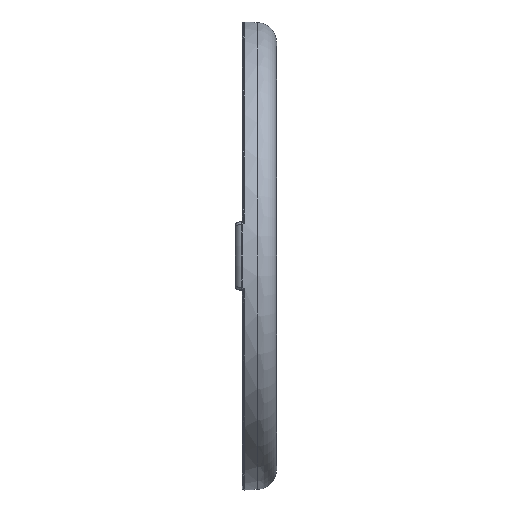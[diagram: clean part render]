
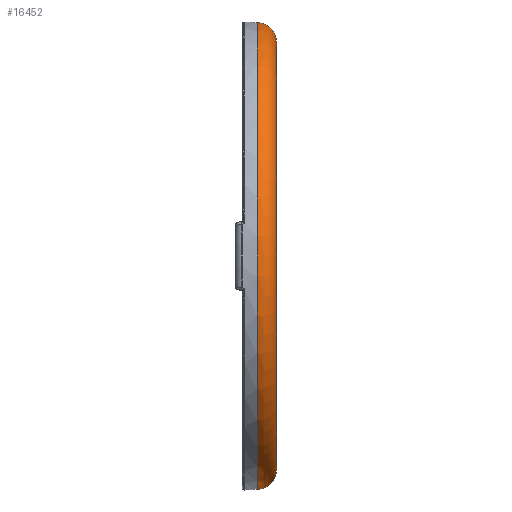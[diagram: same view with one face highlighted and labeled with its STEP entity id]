
A CAD part, left-side view. The second image highlights one B-rep face of the part: STEP entity #16452.
In plain terms, the highlighted toroidal (fillet/blend) face has major radius 31.141 mm and minor radius 3 mm.
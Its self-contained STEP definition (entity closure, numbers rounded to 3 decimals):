
#2853=CARTESIAN_POINT('',(0.,-2.157,0.));
#2854=DIRECTION('',(0.,1.,0.));
#2855=DIRECTION('',(0.896,0.,-0.444));
#2856=AXIS2_PLACEMENT_3D('',#2853,#2854,#2855);
#2985=CARTESIAN_POINT('',(28.781,-5.,
-11.891));
#3030=CARTESIAN_POINT('',(0.,-5.,0.));
#3031=DIRECTION('',(0.,1.,0.));
#3032=DIRECTION('',(0.924,0.,-0.382));
#3033=AXIS2_PLACEMENT_3D('',#3030,#3031,#3032);
#4883=CARTESIAN_POINT('',(28.781,-5.,
-11.891));
#4884=CARTESIAN_POINT('',(28.879,-5.,
-12.064));
#4885=CARTESIAN_POINT('',(29.077,-4.975,
-12.413));
#4886=CARTESIAN_POINT('',(29.36,-4.865,
-12.919));
#4887=CARTESIAN_POINT('',(29.663,-4.655,
-13.466));
#4888=CARTESIAN_POINT('',(29.946,-4.337,
-13.983));
#4889=CARTESIAN_POINT('',(30.172,-3.959,
-14.4));
#4890=CARTESIAN_POINT('',(30.336,-3.571,
-14.702));
#4891=CARTESIAN_POINT('',(30.451,-3.185,
-14.916));
#4892=CARTESIAN_POINT('',(30.525,-2.815,
-15.055));
#4893=CARTESIAN_POINT('',(30.568,-2.47,
-15.136));
#4894=CARTESIAN_POINT('',(30.581,-2.258,
-15.159));
#4895=CARTESIAN_POINT('',(30.584,-2.157,
-15.164));
#4897=CARTESIAN_POINT('',(28.781,-5.,11.891));
#4898=CARTESIAN_POINT('',(28.895,-5.,12.092));
#4899=CARTESIAN_POINT('',(29.115,-4.967,12.481));
#4900=CARTESIAN_POINT('',(29.414,-4.834,13.016));
#4901=CARTESIAN_POINT('',(29.678,-4.634,13.494));
#4902=CARTESIAN_POINT('',(29.895,-4.394,13.89));
#4903=CARTESIAN_POINT('',(30.071,-4.134,14.214));
#4904=CARTESIAN_POINT('',(30.214,-3.86,14.477));
#4905=CARTESIAN_POINT('',(30.327,-3.583,14.686));
#4906=CARTESIAN_POINT('',(30.414,-3.311,14.848));
#4907=CARTESIAN_POINT('',(30.479,-3.05,14.968));
#4908=CARTESIAN_POINT('',(30.525,-2.803,15.054));
#4909=CARTESIAN_POINT('',(30.556,-2.572,15.112));
#4910=CARTESIAN_POINT('',(30.575,-2.357,15.149));
#4911=CARTESIAN_POINT('',(30.582,-2.222,15.161));
#4912=CARTESIAN_POINT('',(30.584,-2.157,15.164));
#11427=VERTEX_POINT('',#2985);
#11429=VERTEX_POINT('',#4895);
#11430=VERTEX_POINT('',#4897);
#11431=VERTEX_POINT('',#4912);
#16440=CARTESIAN_POINT('',(0.,-2.,0.));
#16441=DIRECTION('',(0.,1.,0.));
#16442=DIRECTION('',(1.,0.,0.001));
#16443=AXIS2_PLACEMENT_3D('',#16440,#16441,#16442);
#16444=TOROIDAL_SURFACE('',#16443,31.141,3.);
#16445=ORIENTED_EDGE('',*,*,#15550,.T.);
#16446=ORIENTED_EDGE('',*,*,#15179,.T.);
#16448=ORIENTED_EDGE('',*,*,#16447,.F.);
#16449=ORIENTED_EDGE('',*,*,#15581,.F.);
#16450=EDGE_LOOP('',(#16445,#16446,#16448,#16449));
#16451=FACE_OUTER_BOUND('',#16450,.F.);
#2857=CIRCLE('',#2856,34.137);
#3034=CIRCLE('',#3033,31.141);
#4896=B_SPLINE_CURVE_WITH_KNOTS('',3,(#4883,#4884,#4885,#4886,#4887,#4888,#4889,
#4890,#4891,#4892,#4893,#4894,#4895),.UNSPECIFIED.,.F.,.F.,(4,1,1,1,1,1,1,1,1,1,
4),(0.,0.1,0.2,0.3,0.4,0.5,0.6,0.7,0.8,0.9,1.),
.UNSPECIFIED.);
#4913=B_SPLINE_CURVE_WITH_KNOTS('',3,(#4897,#4898,#4899,#4900,#4901,#4902,#4903,
#4904,#4905,#4906,#4907,#4908,#4909,#4910,#4911,#4912),.UNSPECIFIED.,.F.,.F.,(4,
1,1,1,1,1,1,1,1,1,1,1,1,4),(0.,0.077,0.154,
0.231,0.308,0.385,0.462,
0.538,0.615,0.692,0.769,
0.846,0.923,1.),.UNSPECIFIED.);
#15179=EDGE_CURVE('',#11429,#11431,#2857,.T.);
#15550=EDGE_CURVE('',#11427,#11429,#4896,.T.);
#15581=EDGE_CURVE('',#11427,#11430,#3034,.T.);
#16447=EDGE_CURVE('',#11430,#11431,#4913,.T.);
#16452=ADVANCED_FACE('',(#16451),#16444,.T.);
